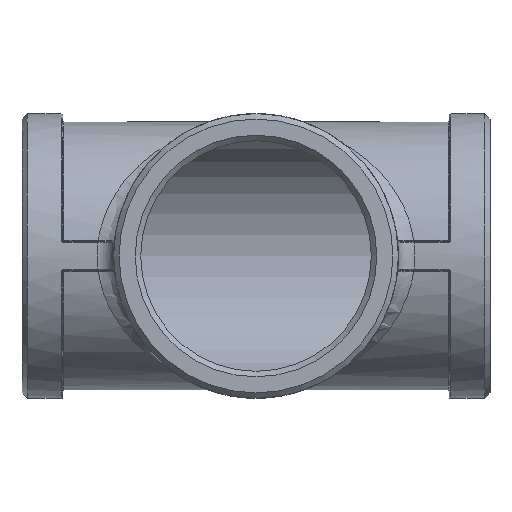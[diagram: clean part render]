
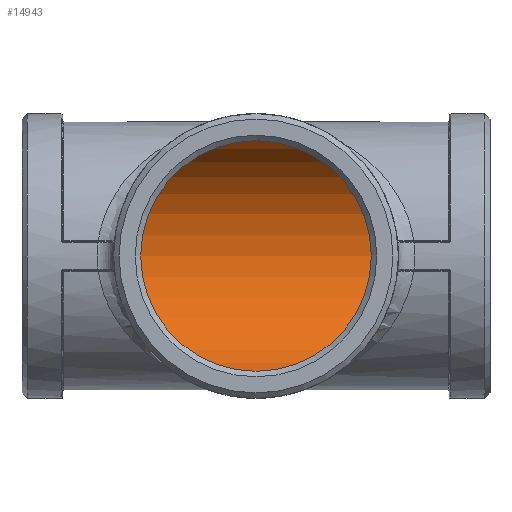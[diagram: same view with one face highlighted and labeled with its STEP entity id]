
A CAD part, front view. The second image highlights one B-rep face of the part: STEP entity #14943.
In plain terms, the highlighted cylindrical face has radius 30.3 mm (diameter 60.6 mm), a full revolution.
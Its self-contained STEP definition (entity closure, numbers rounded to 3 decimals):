
#64 = FACE_BOUND ( 'NONE', #6446, .T. ) ;
#65 = FACE_OUTER_BOUND ( 'NONE', #6447, .T. ) ;
#66 = FACE_OUTER_BOUND ( 'NONE', #6448, .T. ) ;
#71 = CYLINDRICAL_SURFACE ( 'NONE', #20981, 30.3 ) ;
#1709 = VERTEX_POINT ( 'NONE', #11977 ) ;
#1711 = VERTEX_POINT ( 'NONE', #11975 ) ;
#3030 = CARTESIAN_POINT ( 'NONE',  ( 0., 0., -30.3 ) ) ;
#3031 = CARTESIAN_POINT ( 'NONE',  ( 0., 0., 30.3 ) ) ;
#6220 = VERTEX_POINT ( 'NONE', #3030 ) ;
#6221 = VERTEX_POINT ( 'NONE', #3031 ) ;
#6446 = EDGE_LOOP ( 'NONE', ( #23960, #23956 ) ) ;
#6447 = EDGE_LOOP ( 'NONE', ( #23510 ) ) ;
#6448 = EDGE_LOOP ( 'NONE', ( #23508 ) ) ;
#6483 = CIRCLE ( 'NONE', #33199, 30.3 ) ;
#6503 = CIRCLE ( 'NONE', #33219, 30.3 ) ;
#11975 = CARTESIAN_POINT ( 'NONE',  ( -38.42, 0., -30.3 ) ) ;
#11977 = CARTESIAN_POINT ( 'NONE',  ( 38.42, 0., -30.3 ) ) ;
#14943 = ADVANCED_FACE ( 'NONE', ( #64, #65, #66 ), #71, .F. ) ;
#20293 = CARTESIAN_POINT ( 'NONE',  ( -38.42, 0., 0. ) ) ;
#20294 = DIRECTION ( 'NONE',  ( 1., 0., 0. ) ) ;
#20295 = DIRECTION ( 'NONE',  ( 0., 0., -1. ) ) ;
#20299 = CARTESIAN_POINT ( 'NONE',  ( 38.42, 0., 0. ) ) ;
#20300 = DIRECTION ( 'NONE',  ( 1., 0., 0. ) ) ;
#20301 = DIRECTION ( 'NONE',  ( 0., 0., -1. ) ) ;
#20308 = CARTESIAN_POINT ( 'NONE',  ( 0., 0., -30.3 ) ) ;
#20309 = CARTESIAN_POINT ( 'NONE',  ( 60.6, -60.6, -30.3 ) ) ;
#20310 = CARTESIAN_POINT ( 'NONE',  ( 60.6, -60.6, 30.3 ) ) ;
#20311 = CARTESIAN_POINT ( 'NONE',  ( 0., 0., 30.3 ) ) ;
#20312 = CARTESIAN_POINT ( 'NONE',  ( 0., 0., 30.3 ) ) ;
#20313 = CARTESIAN_POINT ( 'NONE',  ( -60.6, -60.6, 30.3 ) ) ;
#20314 = CARTESIAN_POINT ( 'NONE',  ( -60.6, -60.6, -30.3 ) ) ;
#20315 = CARTESIAN_POINT ( 'NONE',  ( 0., 0., -30.3 ) ) ;
#20981 = AXIS2_PLACEMENT_3D ( 'NONE', #22378, #22381, #22384 ) ;
#22378 = CARTESIAN_POINT ( 'NONE',  ( 0., 0., 0. ) ) ;
#22381 = DIRECTION ( 'NONE',  ( 1., 0., 0. ) ) ;
#22384 = DIRECTION ( 'NONE',  ( 0., 1., 0. ) ) ;
#23508 = ORIENTED_EDGE ( 'NONE', *, *, #31328, .T. ) ;
#23510 = ORIENTED_EDGE ( 'NONE', *, *, #31326, .F. ) ;
#23956 = ORIENTED_EDGE ( 'NONE', *, *, #31332, .T. ) ;
#23960 = ORIENTED_EDGE ( 'NONE', *, *, #31331, .T. ) ;
#31326 = EDGE_CURVE ( 'NONE', #1711, #1711, #6503, .T. ) ;
#31328 = EDGE_CURVE ( 'NONE', #1709, #1709, #6483, .T. ) ;
#31331 = EDGE_CURVE ( 'NONE', #6220, #6221, #36103, .T. ) ;
#31332 = EDGE_CURVE ( 'NONE', #6221, #6220, #36096, .T. ) ;
#33199 = AXIS2_PLACEMENT_3D ( 'NONE', #20299, #20300, #20301 ) ;
#33219 = AXIS2_PLACEMENT_3D ( 'NONE', #20293, #20294, #20295 ) ;
#36096 =( BOUNDED_CURVE ( )  B_SPLINE_CURVE ( 3, ( #20312, #20313, #20314, #20315 ),
 .UNSPECIFIED., .F., .F. ) 
 B_SPLINE_CURVE_WITH_KNOTS ( ( 4, 4 ),
 ( 1.571, 4.712 ),
 .UNSPECIFIED. ) 
 CURVE ( )  GEOMETRIC_REPRESENTATION_ITEM ( )  RATIONAL_B_SPLINE_CURVE ( ( 1., 0.333, 0.333, 1. ) ) 
 REPRESENTATION_ITEM ( '' )  );
#36103 =( BOUNDED_CURVE ( )  B_SPLINE_CURVE ( 3, ( #20308, #20309, #20310, #20311 ),
 .UNSPECIFIED., .F., .F. ) 
 B_SPLINE_CURVE_WITH_KNOTS ( ( 4, 4 ),
 ( 4.712, 7.854 ),
 .UNSPECIFIED. ) 
 CURVE ( )  GEOMETRIC_REPRESENTATION_ITEM ( )  RATIONAL_B_SPLINE_CURVE ( ( 1., 0.333, 0.333, 1. ) ) 
 REPRESENTATION_ITEM ( '' )  );
